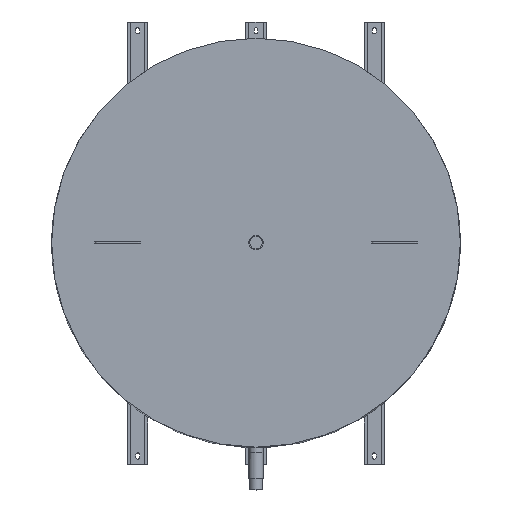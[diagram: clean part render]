
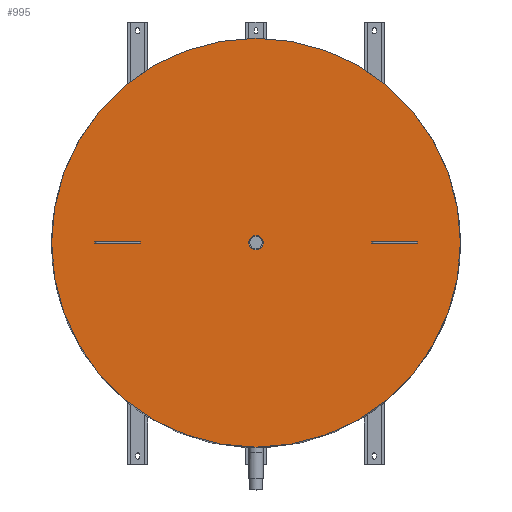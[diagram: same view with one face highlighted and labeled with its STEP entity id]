
A CAD part, top view. The second image highlights one B-rep face of the part: STEP entity #995.
In plain terms, the highlighted face is planar.
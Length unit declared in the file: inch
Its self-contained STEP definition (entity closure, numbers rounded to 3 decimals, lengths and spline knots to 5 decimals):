
#30 = ORIENTED_EDGE ( 'NONE', *, *, #4483, .T. ) ;
#40 = VERTEX_POINT ( 'NONE', #3639 ) ;
#117 = CIRCLE ( 'NONE', #1484, 1.4375 ) ;
#161 = DIRECTION ( 'NONE',  ( 0., 0., -1. ) ) ;
#180 = CIRCLE ( 'NONE', #2821, 40.625 ) ;
#203 = ORIENTED_EDGE ( 'NONE', *, *, #1750, .T. ) ;
#209 = LINE ( 'NONE', #3081, #3732 ) ;
#243 = EDGE_CURVE ( 'NONE', #3131, #2070, #180, .T. ) ;
#294 = VECTOR ( 'NONE', #1004, 39.37008 ) ;
#340 = DIRECTION ( 'NONE',  ( 0., 1., 0. ) ) ;
#345 = CARTESIAN_POINT ( 'NONE',  ( 23., 79.71, 0.1875 ) ) ;
#375 = CARTESIAN_POINT ( 'NONE',  ( 0., 79.71, 0. ) ) ;
#410 = CARTESIAN_POINT ( 'NONE',  ( -23., 79.71, 0.1875 ) ) ;
#451 = EDGE_CURVE ( 'NONE', #2956, #4336, #209, .T. ) ;
#471 = ORIENTED_EDGE ( 'NONE', *, *, #1997, .T. ) ;
#477 = VERTEX_POINT ( 'NONE', #2445 ) ;
#565 = ORIENTED_EDGE ( 'NONE', *, *, #451, .F. ) ;
#582 = VERTEX_POINT ( 'NONE', #2765 ) ;
#627 = CARTESIAN_POINT ( 'NONE',  ( -32., 79.71, 0.1875 ) ) ;
#646 = DIRECTION ( 'NONE',  ( 0., 0., -1. ) ) ;
#712 = DIRECTION ( 'NONE',  ( 0., 0., 1. ) ) ;
#719 = LINE ( 'NONE', #345, #866 ) ;
#866 = VECTOR ( 'NONE', #646, 39.37008 ) ;
#868 = DIRECTION ( 'NONE',  ( 0., 0., 1. ) ) ;
#901 = EDGE_LOOP ( 'NONE', ( #4139, #471 ) ) ;
#923 = CARTESIAN_POINT ( 'NONE',  ( 0., 79.71, 40.625 ) ) ;
#947 = ORIENTED_EDGE ( 'NONE', *, *, #3771, .T. ) ;
#978 = CARTESIAN_POINT ( 'NONE',  ( 0., 79.71, -40.625 ) ) ;
#995 = ADVANCED_FACE ( 'NONE', ( #1019, #3524, #2506, #2528 ), #2783, .T. ) ;
#1004 = DIRECTION ( 'NONE',  ( 0., 0., -1. ) ) ;
#1019 = FACE_BOUND ( 'NONE', #1464, .T. ) ;
#1043 = ORIENTED_EDGE ( 'NONE', *, *, #1918, .F. ) ;
#1092 = LINE ( 'NONE', #4356, #2698 ) ;
#1133 = DIRECTION ( 'NONE',  ( 0., 0., 1. ) ) ;
#1223 = ORIENTED_EDGE ( 'NONE', *, *, #2054, .F. ) ;
#1291 = CARTESIAN_POINT ( 'NONE',  ( 32., 79.71, 0.1875 ) ) ;
#1378 = LINE ( 'NONE', #3916, #294 ) ;
#1414 = CIRCLE ( 'NONE', #4054, 40.625 ) ;
#1464 = EDGE_LOOP ( 'NONE', ( #1043, #3727 ) ) ;
#1473 = DIRECTION ( 'NONE',  ( 0., 1., 0. ) ) ;
#1484 = AXIS2_PLACEMENT_3D ( 'NONE', #1849, #1473, #1894 ) ;
#1488 = DIRECTION ( 'NONE',  ( 1., 0., 0. ) ) ;
#1713 = DIRECTION ( 'NONE',  ( 0., 1., 0. ) ) ;
#1719 = AXIS2_PLACEMENT_3D ( 'NONE', #375, #1713, #3249 ) ;
#1750 = EDGE_CURVE ( 'NONE', #3012, #477, #719, .T. ) ;
#1819 = VECTOR ( 'NONE', #4131, 39.37008 ) ;
#1849 = CARTESIAN_POINT ( 'NONE',  ( 0., 79.71, 0. ) ) ;
#1894 = DIRECTION ( 'NONE',  ( 0., 0., 1. ) ) ;
#1913 = CARTESIAN_POINT ( 'NONE',  ( 32., 79.71, -0.1875 ) ) ;
#1918 = EDGE_CURVE ( 'NONE', #2247, #40, #117, .T. ) ;
#1964 = VERTEX_POINT ( 'NONE', #1913 ) ;
#1997 = EDGE_CURVE ( 'NONE', #2070, #3131, #1414, .T. ) ;
#2011 = CARTESIAN_POINT ( 'NONE',  ( 0., 79.71, 0. ) ) ;
#2016 = ORIENTED_EDGE ( 'NONE', *, *, #3436, .F. ) ;
#2051 = EDGE_LOOP ( 'NONE', ( #565, #3388, #30, #2016 ) ) ;
#2054 = EDGE_CURVE ( 'NONE', #3268, #1964, #4514, .T. ) ;
#2070 = VERTEX_POINT ( 'NONE', #923 ) ;
#2216 = DIRECTION ( 'NONE',  ( 1., 0., 0. ) ) ;
#2247 = VERTEX_POINT ( 'NONE', #2300 ) ;
#2300 = CARTESIAN_POINT ( 'NONE',  ( 0., 79.71, -1.4375 ) ) ;
#2358 = CARTESIAN_POINT ( 'NONE',  ( -32., 79.71, 0.1875 ) ) ;
#2379 = LINE ( 'NONE', #3132, #1819 ) ;
#2445 = CARTESIAN_POINT ( 'NONE',  ( 23., 79.71, -0.1875 ) ) ;
#2506 = FACE_BOUND ( 'NONE', #2051, .T. ) ;
#2528 = FACE_BOUND ( 'NONE', #4180, .T. ) ;
#2607 = LINE ( 'NONE', #3688, #4454 ) ;
#2655 = DIRECTION ( 'NONE',  ( 0., 1., 0. ) ) ;
#2677 = VECTOR ( 'NONE', #3945, 39.37008 ) ;
#2698 = VECTOR ( 'NONE', #1488, 39.37008 ) ;
#2724 = DIRECTION ( 'NONE',  ( 1., 0., 0. ) ) ;
#2748 = EDGE_CURVE ( 'NONE', #2956, #582, #4254, .T. ) ;
#2765 = CARTESIAN_POINT ( 'NONE',  ( -32., 79.71, -0.1875 ) ) ;
#2783 = PLANE ( 'NONE',  #2975 ) ;
#2802 = EDGE_CURVE ( 'NONE', #40, #2247, #2988, .T. ) ;
#2821 = AXIS2_PLACEMENT_3D ( 'NONE', #4355, #3318, #1133 ) ;
#2956 = VERTEX_POINT ( 'NONE', #2358 ) ;
#2975 = AXIS2_PLACEMENT_3D ( 'NONE', #3573, #340, #712 ) ;
#2988 = CIRCLE ( 'NONE', #1719, 1.4375 ) ;
#3012 = VERTEX_POINT ( 'NONE', #4191 ) ;
#3081 = CARTESIAN_POINT ( 'NONE',  ( -23., 79.71, 0.1875 ) ) ;
#3131 = VERTEX_POINT ( 'NONE', #978 ) ;
#3132 = CARTESIAN_POINT ( 'NONE',  ( 23., 79.71, 0.1875 ) ) ;
#3249 = DIRECTION ( 'NONE',  ( 0., 0., 1. ) ) ;
#3268 = VERTEX_POINT ( 'NONE', #4095 ) ;
#3318 = DIRECTION ( 'NONE',  ( 0., 1., 0. ) ) ;
#3327 = ORIENTED_EDGE ( 'NONE', *, *, #4199, .F. ) ;
#3388 = ORIENTED_EDGE ( 'NONE', *, *, #2748, .T. ) ;
#3436 = EDGE_CURVE ( 'NONE', #4336, #4567, #1378, .T. ) ;
#3524 = FACE_OUTER_BOUND ( 'NONE', #901, .T. ) ;
#3573 = CARTESIAN_POINT ( 'NONE',  ( 0., 79.71, 0. ) ) ;
#3639 = CARTESIAN_POINT ( 'NONE',  ( 0., 79.71, 1.4375 ) ) ;
#3688 = CARTESIAN_POINT ( 'NONE',  ( -23., 79.71, -0.1875 ) ) ;
#3727 = ORIENTED_EDGE ( 'NONE', *, *, #2802, .F. ) ;
#3732 = VECTOR ( 'NONE', #2724, 39.37008 ) ;
#3771 = EDGE_CURVE ( 'NONE', #477, #1964, #1092, .T. ) ;
#3916 = CARTESIAN_POINT ( 'NONE',  ( -23., 79.71, 0.1875 ) ) ;
#3945 = DIRECTION ( 'NONE',  ( 0., 0., -1. ) ) ;
#4054 = AXIS2_PLACEMENT_3D ( 'NONE', #2011, #2655, #868 ) ;
#4095 = CARTESIAN_POINT ( 'NONE',  ( 32., 79.71, 0.1875 ) ) ;
#4131 = DIRECTION ( 'NONE',  ( 1., 0., 0. ) ) ;
#4139 = ORIENTED_EDGE ( 'NONE', *, *, #243, .T. ) ;
#4180 = EDGE_LOOP ( 'NONE', ( #3327, #203, #947, #1223 ) ) ;
#4191 = CARTESIAN_POINT ( 'NONE',  ( 23., 79.71, 0.1875 ) ) ;
#4199 = EDGE_CURVE ( 'NONE', #3012, #3268, #2379, .T. ) ;
#4254 = LINE ( 'NONE', #627, #2677 ) ;
#4336 = VERTEX_POINT ( 'NONE', #410 ) ;
#4355 = CARTESIAN_POINT ( 'NONE',  ( 0., 79.71, 0. ) ) ;
#4356 = CARTESIAN_POINT ( 'NONE',  ( 23., 79.71, -0.1875 ) ) ;
#4358 = VECTOR ( 'NONE', #161, 39.37008 ) ;
#4454 = VECTOR ( 'NONE', #2216, 39.37008 ) ;
#4483 = EDGE_CURVE ( 'NONE', #582, #4567, #2607, .T. ) ;
#4514 = LINE ( 'NONE', #1291, #4358 ) ;
#4530 = CARTESIAN_POINT ( 'NONE',  ( -23., 79.71, -0.1875 ) ) ;
#4567 = VERTEX_POINT ( 'NONE', #4530 ) ;
